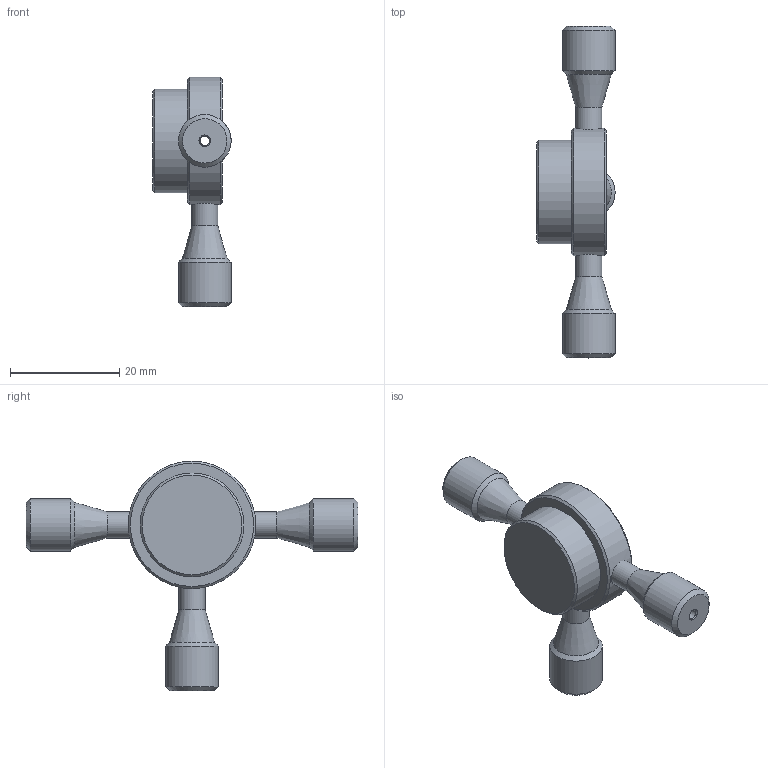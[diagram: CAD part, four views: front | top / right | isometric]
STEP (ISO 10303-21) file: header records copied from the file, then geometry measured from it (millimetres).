
FILE_DESCRIPTION((''),'2;1');
FILE_NAME('305132-ZT1CFPK Polymeric tee.stp','2013-08-20T14:37:45',('Franzp'),(''),'Autodesk Inventor 2013','Autodesk Inventor 2013','');
FILE_SCHEMA(('AUTOMOTIVE_DESIGN { 1 0 10303 214 1 1 1 1 }'));
Length unit declared in the file: millimetre
Products named in the file (1): 305132_Shrinkwrap_1
Bounding box: 14.35 x 60.85 x 42.11 mm (x, y, z)
Surface area: 3661.6 mm2 (no closed solid volume)
Topology: 0 solids, 4 shells, 32 faces, 70 edges, 43 vertices
Faces by surface type: cone 15, cylinder 11, plane 6
Full cylindrical faces by diameter (mm): 1.77 x3, 4.826 x3, 9.652 x3, 19.02 x1, 23.368 x1
Entity records: 887 total; most frequent: CARTESIAN_POINT 218, DIRECTION 134, ORIENTED_EDGE 68, AXIS2_PLACEMENT_3D 67, EDGE_LOOP 65, VERTEX_POINT 40, EDGE_CURVE 40, CIRCLE 34
